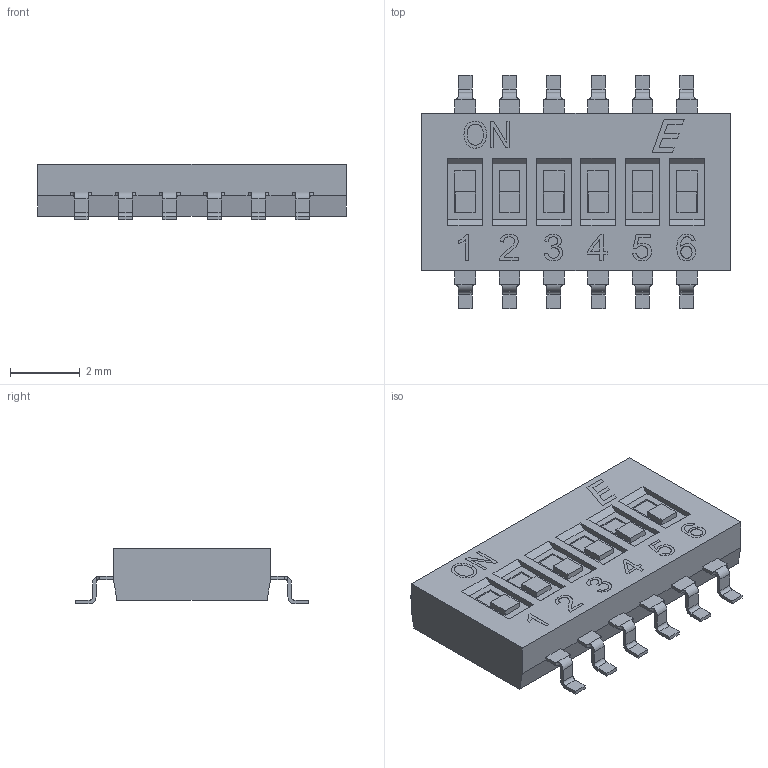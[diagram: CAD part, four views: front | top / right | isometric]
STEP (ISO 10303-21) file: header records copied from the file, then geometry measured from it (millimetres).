
FILE_DESCRIPTION(/* description */ (''),/* implementation_level */ '2;1');
FILE_NAME(/* name */ 'KAN1106Rx.stp',/* time_stamp */ '2021-06-22T10:43:39-05:00',/* author */ ('mwilliams'),/* organization */ (''),/* preprocessor_version */ 'ST-DEVELOPER v18',/* originating_system */ 'Autodesk Inventor 2020',/* authorisation */ '');
FILE_SCHEMA (('AUTOMOTIVE_DESIGN { 1 0 10303 214 3 1 1 }'));
Length unit declared in the file: inch
Products named in the file (1): N111197_Shrinkwrap_1
Bounding box: 8.85 x 6.7 x 1.6 mm (x, y, z)
Volume: 58.7 mm3; surface area: 147.5 mm2
Topology: 1 solids, 1 shells, 433 faces, 1101 edges, 694 vertices
Faces by surface type: plane 304, cylinder 72, bspline 57
Entity records: 13961 total; most frequent: CARTESIAN_POINT 3486, ORIENTED_EDGE 2202, DIRECTION 1765, EDGE_CURVE 1101, LINE 867, VECTOR 867, VERTEX_POINT 694, EDGE_LOOP 457
